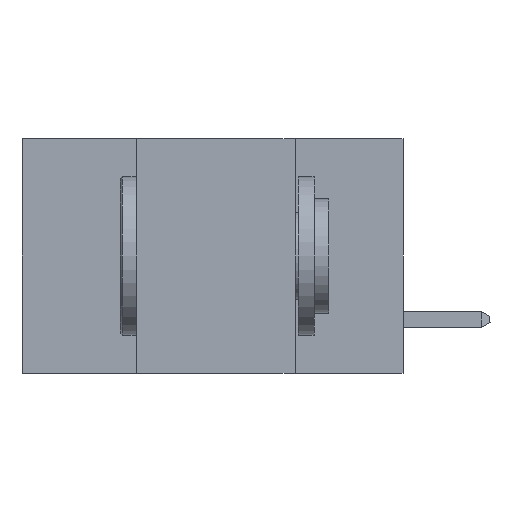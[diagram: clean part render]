
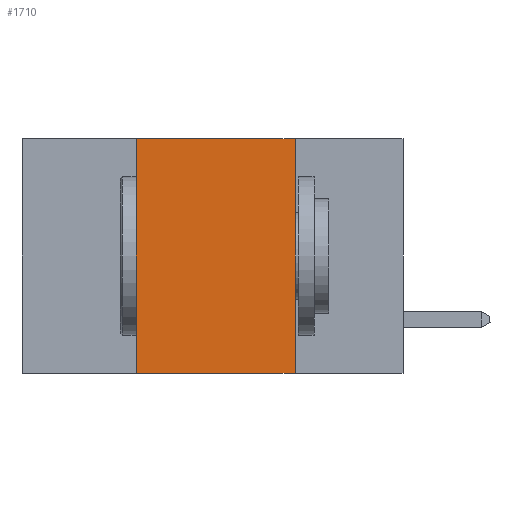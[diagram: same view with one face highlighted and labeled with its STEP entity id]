
A CAD part, left-side view. The second image highlights one B-rep face of the part: STEP entity #1710.
In plain terms, the highlighted planar face has unit normal (-1, 0, 0).
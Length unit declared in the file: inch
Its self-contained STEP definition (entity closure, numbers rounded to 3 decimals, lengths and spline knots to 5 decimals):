
#315 = CARTESIAN_POINT ( 'NONE',  ( 0., 0.42, 0. ) ) ;
#611 = VERTEX_POINT ( 'NONE', #15745 ) ;
#1566 = EDGE_LOOP ( 'NONE', ( #12163, #12328, #11682, #14554 ) ) ;
#1710 = ADVANCED_FACE ( 'NONE', ( #3946 ), #7130, .F. ) ;
#2078 = CARTESIAN_POINT ( 'NONE',  ( 0., 0.6, 0. ) ) ;
#3230 = CARTESIAN_POINT ( 'NONE',  ( 0., 0.6, 0. ) ) ;
#3385 = LINE ( 'NONE', #16283, #7877 ) ;
#3946 = FACE_OUTER_BOUND ( 'NONE', #1566, .T. ) ;
#4249 = EDGE_CURVE ( 'NONE', #7870, #5298, #15874, .T. ) ;
#4779 = DIRECTION ( 'NONE',  ( 0., 0., -1. ) ) ;
#5298 = VERTEX_POINT ( 'NONE', #7171 ) ;
#5363 = VERTEX_POINT ( 'NONE', #7986 ) ;
#6304 = LINE ( 'NONE', #3230, #6480 ) ;
#6480 = VECTOR ( 'NONE', #8357, 39.37008 ) ;
#7130 = PLANE ( 'NONE',  #11473 ) ;
#7171 = CARTESIAN_POINT ( 'NONE',  ( 0., 0.17, -0.37 ) ) ;
#7870 = VERTEX_POINT ( 'NONE', #8708 ) ;
#7877 = VECTOR ( 'NONE', #8703, 39.37008 ) ;
#7954 = VECTOR ( 'NONE', #4779, 39.37008 ) ;
#7986 = CARTESIAN_POINT ( 'NONE',  ( 0., 0.42, -0.37 ) ) ;
#8333 = DIRECTION ( 'NONE',  ( 0., 0., -1. ) ) ;
#8357 = DIRECTION ( 'NONE',  ( 0., -1., 0. ) ) ;
#8703 = DIRECTION ( 'NONE',  ( 0., -1., 0. ) ) ;
#8708 = CARTESIAN_POINT ( 'NONE',  ( 0., 0.17, 0. ) ) ;
#9103 = EDGE_CURVE ( 'NONE', #5363, #5298, #3385, .T. ) ;
#9832 = EDGE_CURVE ( 'NONE', #611, #7870, #6304, .T. ) ;
#11473 = AXIS2_PLACEMENT_3D ( 'NONE', #2078, #14604, #8333 ) ;
#11682 = ORIENTED_EDGE ( 'NONE', *, *, #12178, .F. ) ;
#11904 = VECTOR ( 'NONE', #12937, 39.37008 ) ;
#12163 = ORIENTED_EDGE ( 'NONE', *, *, #4249, .F. ) ;
#12178 = EDGE_CURVE ( 'NONE', #5363, #611, #15277, .T. ) ;
#12328 = ORIENTED_EDGE ( 'NONE', *, *, #9832, .F. ) ;
#12937 = DIRECTION ( 'NONE',  ( 0., 0., 1. ) ) ;
#13404 = CARTESIAN_POINT ( 'NONE',  ( 0., 0.17, 0. ) ) ;
#14554 = ORIENTED_EDGE ( 'NONE', *, *, #9103, .T. ) ;
#14604 = DIRECTION ( 'NONE',  ( 1., 0., 0. ) ) ;
#15277 = LINE ( 'NONE', #315, #11904 ) ;
#15745 = CARTESIAN_POINT ( 'NONE',  ( 0., 0.42, 0. ) ) ;
#15874 = LINE ( 'NONE', #13404, #7954 ) ;
#16283 = CARTESIAN_POINT ( 'NONE',  ( 0., 0.6, -0.37 ) ) ;
